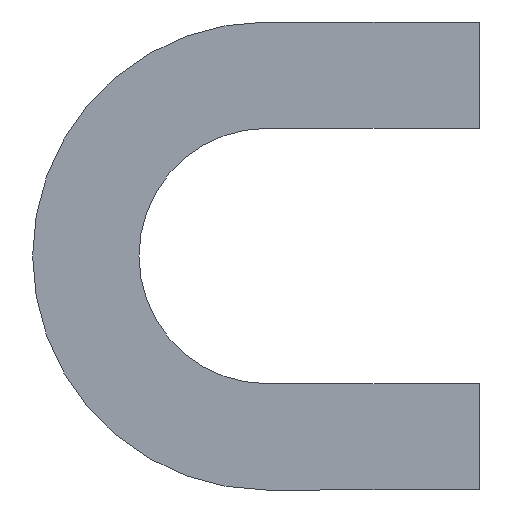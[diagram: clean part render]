
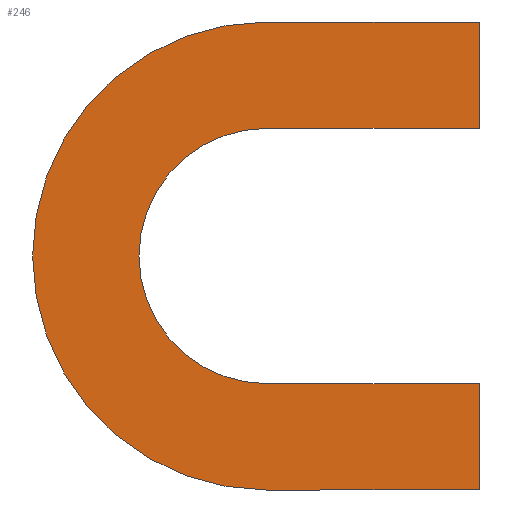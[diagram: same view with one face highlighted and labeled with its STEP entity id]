
A CAD part, front view. The second image highlights one B-rep face of the part: STEP entity #246.
In plain terms, the highlighted planar face has unit normal (0, -1, 0).
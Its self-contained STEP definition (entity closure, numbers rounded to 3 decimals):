
#5 = DIRECTION ( 'NONE',  ( 1., 0., 0. ) ) ;
#10 = ORIENTED_EDGE ( 'NONE', *, *, #50, .F. ) ;
#15 = ORIENTED_EDGE ( 'NONE', *, *, #230, .F. ) ;
#18 = CARTESIAN_POINT ( 'NONE',  ( 10., 0., 6. ) ) ;
#26 = CARTESIAN_POINT ( 'NONE',  ( 10., 0., 6. ) ) ;
#29 = PLANE ( 'NONE',  #200 ) ;
#32 = EDGE_CURVE ( 'NONE', #285, #107, #69, .T. ) ;
#42 = ORIENTED_EDGE ( 'NONE', *, *, #312, .F. ) ;
#50 = EDGE_CURVE ( 'NONE', #247, #310, #102, .T. ) ;
#53 = DIRECTION ( 'NONE',  ( -1., 0., 0. ) ) ;
#54 = AXIS2_PLACEMENT_3D ( 'NONE', #111, #222, #339 ) ;
#59 = DIRECTION ( 'NONE',  ( 0., 0., -1. ) ) ;
#61 = VECTOR ( 'NONE', #59, 1000. ) ;
#62 = DIRECTION ( 'NONE',  ( 0., 1., 0. ) ) ;
#69 = CIRCLE ( 'NONE', #54, 11. ) ;
#71 = VERTEX_POINT ( 'NONE', #18 ) ;
#74 = DIRECTION ( 'NONE',  ( 0., 0., 1. ) ) ;
#78 = ORIENTED_EDGE ( 'NONE', *, *, #32, .F. ) ;
#80 = CARTESIAN_POINT ( 'NONE',  ( 0., 0., 0. ) ) ;
#90 = CARTESIAN_POINT ( 'NONE',  ( 0., 0., -11. ) ) ;
#91 = CARTESIAN_POINT ( 'NONE',  ( 0., 0., 6. ) ) ;
#102 = CIRCLE ( 'NONE', #314, 6. ) ;
#103 = VECTOR ( 'NONE', #290, 1000. ) ;
#107 = VERTEX_POINT ( 'NONE', #118 ) ;
#110 = VECTOR ( 'NONE', #53, 1000. ) ;
#111 = CARTESIAN_POINT ( 'NONE',  ( 0., 0., 0. ) ) ;
#118 = CARTESIAN_POINT ( 'NONE',  ( 0., 0., 11. ) ) ;
#121 = CARTESIAN_POINT ( 'NONE',  ( 0., 0., -11. ) ) ;
#129 = CARTESIAN_POINT ( 'NONE',  ( 10., 0., 11. ) ) ;
#131 = LINE ( 'NONE', #299, #303 ) ;
#132 = ORIENTED_EDGE ( 'NONE', *, *, #287, .F. ) ;
#137 = EDGE_LOOP ( 'NONE', ( #78, #364, #132, #163, #10, #185, #15, #42 ) ) ;
#153 = LINE ( 'NONE', #159, #347 ) ;
#159 = CARTESIAN_POINT ( 'NONE',  ( 10., 0., 11. ) ) ;
#161 = LINE ( 'NONE', #276, #61 ) ;
#163 = ORIENTED_EDGE ( 'NONE', *, *, #349, .F. ) ;
#177 = CARTESIAN_POINT ( 'NONE',  ( 0., 0., 6. ) ) ;
#179 = CARTESIAN_POINT ( 'NONE',  ( 10., 0., -11. ) ) ;
#180 = EDGE_CURVE ( 'NONE', #71, #247, #317, .T. ) ;
#185 = ORIENTED_EDGE ( 'NONE', *, *, #180, .F. ) ;
#189 = CARTESIAN_POINT ( 'NONE',  ( 10., 0., -6. ) ) ;
#200 = AXIS2_PLACEMENT_3D ( 'NONE', #327, #62, #268 ) ;
#210 = VECTOR ( 'NONE', #346, 1000. ) ;
#221 = EDGE_CURVE ( 'NONE', #277, #285, #264, .T. ) ;
#222 = DIRECTION ( 'NONE',  ( 0., 1., 0. ) ) ;
#229 = LINE ( 'NONE', #26, #210 ) ;
#230 = EDGE_CURVE ( 'NONE', #362, #71, #229, .T. ) ;
#246 = ADVANCED_FACE ( 'NONE', ( #324 ), #29, .F. ) ;
#247 = VERTEX_POINT ( 'NONE', #91 ) ;
#264 = LINE ( 'NONE', #121, #103 ) ;
#268 = DIRECTION ( 'NONE',  ( 0., 0., 1. ) ) ;
#270 = VERTEX_POINT ( 'NONE', #189 ) ;
#271 = CARTESIAN_POINT ( 'NONE',  ( 0., 0., -6. ) ) ;
#276 = CARTESIAN_POINT ( 'NONE',  ( 10., 0., -11. ) ) ;
#277 = VERTEX_POINT ( 'NONE', #179 ) ;
#285 = VERTEX_POINT ( 'NONE', #90 ) ;
#287 = EDGE_CURVE ( 'NONE', #270, #277, #161, .T. ) ;
#290 = DIRECTION ( 'NONE',  ( -1., 0., 0. ) ) ;
#299 = CARTESIAN_POINT ( 'NONE',  ( 10., 0., -6. ) ) ;
#301 = DIRECTION ( 'NONE',  ( 1., 0., 0. ) ) ;
#303 = VECTOR ( 'NONE', #301, 1000. ) ;
#306 = DIRECTION ( 'NONE',  ( 0., -1., 0. ) ) ;
#310 = VERTEX_POINT ( 'NONE', #271 ) ;
#312 = EDGE_CURVE ( 'NONE', #107, #362, #153, .T. ) ;
#314 = AXIS2_PLACEMENT_3D ( 'NONE', #80, #306, #74 ) ;
#317 = LINE ( 'NONE', #177, #110 ) ;
#324 = FACE_OUTER_BOUND ( 'NONE', #137, .T. ) ;
#327 = CARTESIAN_POINT ( 'NONE',  ( 0., 0., 0. ) ) ;
#339 = DIRECTION ( 'NONE',  ( 0., 0., 1. ) ) ;
#346 = DIRECTION ( 'NONE',  ( 0., 0., -1. ) ) ;
#347 = VECTOR ( 'NONE', #5, 1000. ) ;
#349 = EDGE_CURVE ( 'NONE', #310, #270, #131, .T. ) ;
#362 = VERTEX_POINT ( 'NONE', #129 ) ;
#364 = ORIENTED_EDGE ( 'NONE', *, *, #221, .F. ) ;
